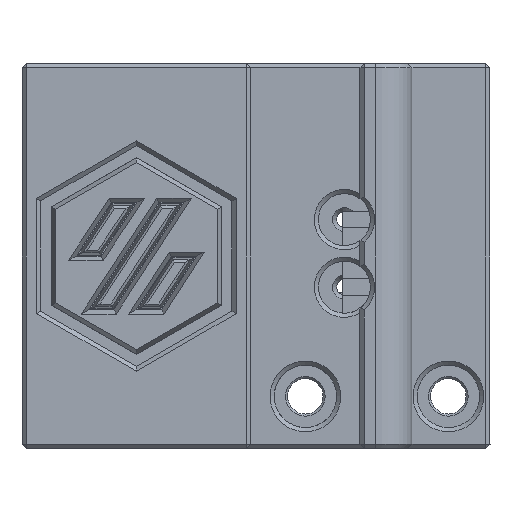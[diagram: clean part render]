
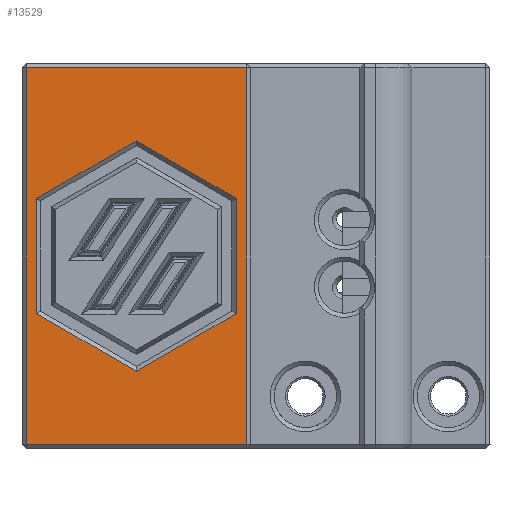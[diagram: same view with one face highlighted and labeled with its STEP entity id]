
A CAD part, left-side view. The second image highlights one B-rep face of the part: STEP entity #13529.
In plain terms, the highlighted planar face has unit normal (-1, 0, 0).
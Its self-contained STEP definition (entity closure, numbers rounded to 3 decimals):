
#322=FACE_BOUND('',#1718,.T.);
#898=FACE_OUTER_BOUND('',#1717,.T.);
#1717=EDGE_LOOP('',(#10074,#10075,#10076,#10077));
#1718=EDGE_LOOP('',(#10078,#10079,#10080,#10081,#10082,#10083));
#2894=LINE('',#20602,#4497);
#2898=LINE('',#20610,#4501);
#2901=LINE('',#20616,#4504);
#2906=LINE('',#20627,#4509);
#2908=LINE('',#20630,#4511);
#2911=LINE('',#20634,#4514);
#2912=LINE('',#20638,#4515);
#2913=LINE('',#20640,#4516);
#2914=LINE('',#20642,#4517);
#2915=LINE('',#20643,#4518);
#4497=VECTOR('',#16607,10.);
#4501=VECTOR('',#16613,10.);
#4504=VECTOR('',#16618,10.);
#4509=VECTOR('',#16625,10.);
#4511=VECTOR('',#16629,10.);
#4514=VECTOR('',#16634,10.);
#4515=VECTOR('',#16637,1.);
#4516=VECTOR('',#16638,1.);
#4517=VECTOR('',#16639,1.);
#4518=VECTOR('',#16640,1.);
#5985=VERTEX_POINT('',#20600);
#5986=VERTEX_POINT('',#20601);
#5989=VERTEX_POINT('',#20609);
#5991=VERTEX_POINT('',#20615);
#5995=VERTEX_POINT('',#20624);
#5996=VERTEX_POINT('',#20626);
#5997=VERTEX_POINT('',#20636);
#5998=VERTEX_POINT('',#20637);
#5999=VERTEX_POINT('',#20639);
#6000=VERTEX_POINT('',#20641);
#7449=EDGE_CURVE('',#5985,#5986,#2894,.T.);
#7453=EDGE_CURVE('',#5986,#5989,#2898,.T.);
#7456=EDGE_CURVE('',#5989,#5991,#2901,.T.);
#7461=EDGE_CURVE('',#5995,#5996,#2906,.T.);
#7463=EDGE_CURVE('',#5991,#5995,#2908,.T.);
#7466=EDGE_CURVE('',#5996,#5985,#2911,.T.);
#7467=EDGE_CURVE('',#5997,#5998,#2912,.T.);
#7468=EDGE_CURVE('',#5999,#5997,#2913,.T.);
#7469=EDGE_CURVE('',#6000,#5999,#2914,.T.);
#7470=EDGE_CURVE('',#5998,#6000,#2915,.T.);
#10074=ORIENTED_EDGE('',*,*,#7467,.F.);
#10075=ORIENTED_EDGE('',*,*,#7468,.F.);
#10076=ORIENTED_EDGE('',*,*,#7469,.F.);
#10077=ORIENTED_EDGE('',*,*,#7470,.F.);
#10078=ORIENTED_EDGE('',*,*,#7461,.F.);
#10079=ORIENTED_EDGE('',*,*,#7463,.F.);
#10080=ORIENTED_EDGE('',*,*,#7456,.F.);
#10081=ORIENTED_EDGE('',*,*,#7453,.F.);
#10082=ORIENTED_EDGE('',*,*,#7449,.F.);
#10083=ORIENTED_EDGE('',*,*,#7466,.F.);
#12850=PLANE('',#14485);
#13529=ADVANCED_FACE('',(#898,#322),#12850,.T.);
#14485=AXIS2_PLACEMENT_3D('',#20635,#16635,#16636);
#16607=DIRECTION('',(0.,-0.866,0.5));
#16613=DIRECTION('',(0.,0.,1.));
#16618=DIRECTION('',(0.,0.866,0.5));
#16625=DIRECTION('',(0.,0.,-1.));
#16629=DIRECTION('',(0.,0.866,-0.5));
#16634=DIRECTION('',(0.,-0.866,-0.5));
#16635=DIRECTION('center_axis',(-1.,0.,0.));
#16636=DIRECTION('ref_axis',(0.,-1.,0.));
#16637=DIRECTION('',(0.,0.,1.));
#16638=DIRECTION('',(0.,1.,0.));
#16639=DIRECTION('',(0.,0.,-1.));
#16640=DIRECTION('',(0.,-1.,0.));
#20600=CARTESIAN_POINT('',(-30.425,44.5,2.422));
#20601=CARTESIAN_POINT('',(-30.425,34.908,7.96));
#20602=CARTESIAN_POINT('',(-30.425,29.275,11.212));
#20609=CARTESIAN_POINT('',(-30.425,34.908,19.035));
#20610=CARTESIAN_POINT('',(-30.425,34.908,25.402));
#20615=CARTESIAN_POINT('',(-30.425,44.5,24.573));
#20616=CARTESIAN_POINT('',(-30.425,41.883,23.062));
#20624=CARTESIAN_POINT('',(-30.425,54.092,19.035));
#20626=CARTESIAN_POINT('',(-30.425,54.092,7.96));
#20627=CARTESIAN_POINT('',(-30.425,54.092,20.095));
#20630=CARTESIAN_POINT('',(-30.425,43.463,25.172));
#20634=CARTESIAN_POINT('',(-30.425,46.879,3.795));
#20635=CARTESIAN_POINT('Origin',(-30.425,33.5,32.));
#20636=CARTESIAN_POINT('',(-30.425,55.1,-4.6));
#20637=CARTESIAN_POINT('',(-30.425,55.1,31.6));
#20638=CARTESIAN_POINT('',(-30.425,55.1,32.));
#20639=CARTESIAN_POINT('',(-30.425,33.9,-4.6));
#20640=CARTESIAN_POINT('',(-30.425,22.,-4.6));
#20641=CARTESIAN_POINT('',(-30.425,33.9,31.6));
#20642=CARTESIAN_POINT('',(-30.425,33.9,32.));
#20643=CARTESIAN_POINT('',(-30.425,22.,31.6));
